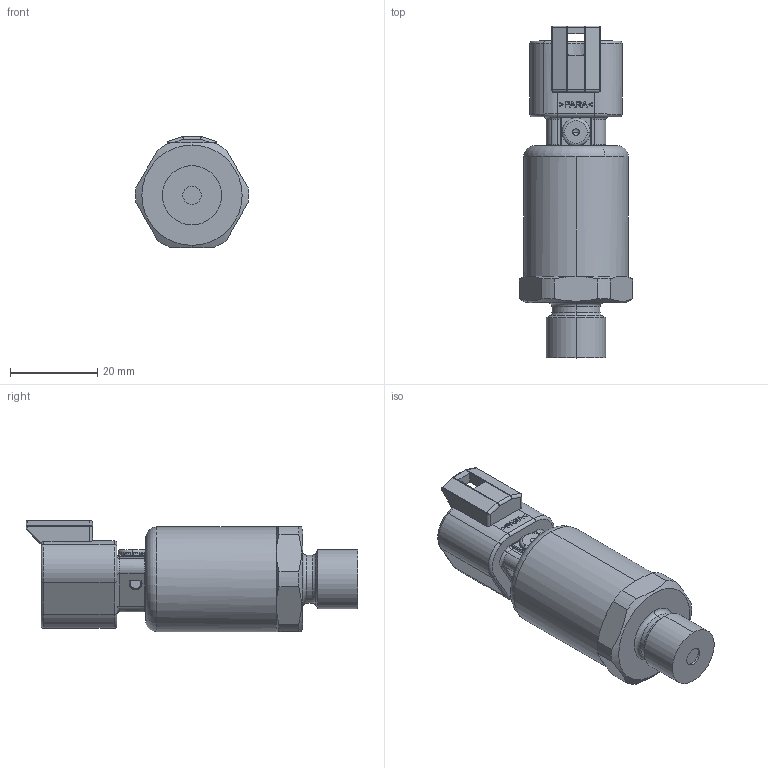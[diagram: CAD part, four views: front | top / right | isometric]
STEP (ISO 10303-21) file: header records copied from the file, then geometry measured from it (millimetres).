
FILE_DESCRIPTION(('STEP AP242'),'1');
FILE_NAME('xmep1k0pt130.stp','2021-09-26T09:37:56',('TraceParts'),('TraceParts S.A.'),'Spatial InterOp 3D',' ',' ');
FILE_SCHEMA(('AP242_MANAGED_MODEL_BASED_3D_ENGINEERING_MIM_LF {1 0 10303 442 1 1 4}'));
Length unit declared in the file: millimetre
Products named in the file (1): xmep1k0pt130
Bounding box: 25.98 x 76.13 x 25.48 mm (x, y, z)
Volume: 20821.3 mm3; surface area: 7449.6 mm2
Topology: 1 solids, 1 shells, 570 faces, 1509 edges, 924 vertices
Faces by surface type: plane 207, cylinder 197, torus 46, cone 45, bspline 29, extrusion 26, sphere 20
Entity records: 25173 total; most frequent: CARTESIAN_POINT 6987, ORIENTED_EDGE 2980, DIRECTION 2706, EDGE_CURVE 1490, AXIS2_PLACEMENT_3D 1054, VERTEX_POINT 924, EDGE_LOOP 608, VECTOR 598
